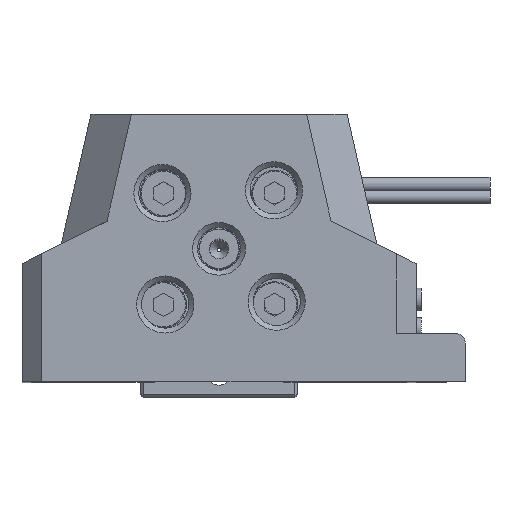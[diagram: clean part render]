
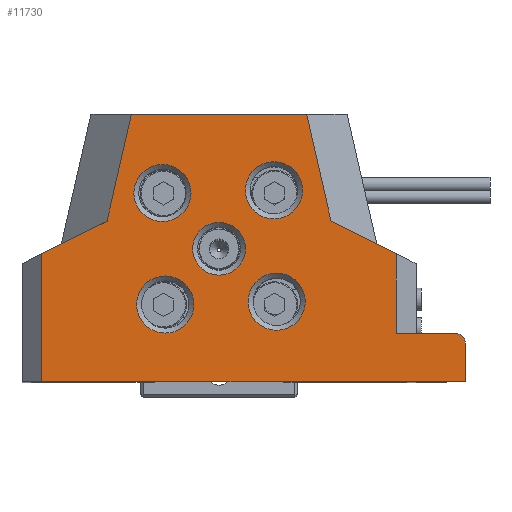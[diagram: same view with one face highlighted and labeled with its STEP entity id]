
A CAD part, top view. The second image highlights one B-rep face of the part: STEP entity #11730.
In plain terms, the highlighted face is planar.
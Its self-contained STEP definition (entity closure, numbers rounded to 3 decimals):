
#700=FACE_BOUND('',#2522,.T.);
#701=FACE_BOUND('',#2523,.T.);
#702=FACE_BOUND('',#2524,.T.);
#703=FACE_BOUND('',#2525,.T.);
#704=FACE_BOUND('',#2526,.T.);
#1215=CIRCLE('',#12717,1.);
#1216=CIRCLE('',#12718,2.675);
#1217=CIRCLE('',#12719,2.9);
#1218=CIRCLE('',#12720,2.9);
#1219=CIRCLE('',#12721,2.9);
#1220=CIRCLE('',#12722,2.9);
#1810=FACE_OUTER_BOUND('',#2521,.T.);
#2521=EDGE_LOOP('',(#8379,#8380,#8381,#8382,#8383,#8384,#8385,#8386,#8387,
#8388,#8389));
#2522=EDGE_LOOP('',(#8390));
#2523=EDGE_LOOP('',(#8391));
#2524=EDGE_LOOP('',(#8392));
#2525=EDGE_LOOP('',(#8393));
#2526=EDGE_LOOP('',(#8394));
#3312=LINE('',#19048,#4097);
#3330=LINE('',#19094,#4115);
#3338=LINE('',#19118,#4123);
#3359=LINE('',#19379,#4144);
#3366=LINE('',#19393,#4151);
#3375=LINE('',#19412,#4160);
#3384=LINE('',#19686,#4169);
#3385=LINE('',#19687,#4170);
#3386=LINE('',#19689,#4171);
#3387=LINE('',#19690,#4172);
#4097=VECTOR('',#14268,1000.);
#4115=VECTOR('',#14310,1000.);
#4123=VECTOR('',#14328,1000.);
#4144=VECTOR('',#14403,1000.);
#4151=VECTOR('',#14412,1000.);
#4160=VECTOR('',#14429,1000.);
#4169=VECTOR('',#14452,1000.);
#4170=VECTOR('',#14453,1000.);
#4171=VECTOR('',#14456,1000.);
#4172=VECTOR('',#14457,1000.);
#4942=VERTEX_POINT('',#19045);
#4943=VERTEX_POINT('',#19047);
#4958=VERTEX_POINT('',#19091);
#4959=VERTEX_POINT('',#19093);
#4969=VERTEX_POINT('',#19115);
#4970=VERTEX_POINT('',#19117);
#4982=VERTEX_POINT('',#19370);
#4986=VERTEX_POINT('',#19377);
#4992=VERTEX_POINT('',#19391);
#4997=VERTEX_POINT('',#19409);
#4998=VERTEX_POINT('',#19411);
#5001=VERTEX_POINT('',#19691);
#5002=VERTEX_POINT('',#19693);
#5003=VERTEX_POINT('',#19695);
#5004=VERTEX_POINT('',#19697);
#5005=VERTEX_POINT('',#19699);
#6197=EDGE_CURVE('',#4943,#4942,#3312,.T.);
#6220=EDGE_CURVE('',#4958,#4959,#3330,.T.);
#6232=EDGE_CURVE('',#4969,#4970,#3338,.T.);
#6270=EDGE_CURVE('',#4982,#4986,#3359,.T.);
#6277=EDGE_CURVE('',#4992,#4942,#3366,.T.);
#6287=EDGE_CURVE('',#4997,#4998,#3375,.T.);
#6298=EDGE_CURVE('',#4997,#4959,#3384,.T.);
#6299=EDGE_CURVE('',#4958,#4943,#3385,.T.);
#6300=EDGE_CURVE('',#4992,#4982,#1215,.F.);
#6301=EDGE_CURVE('',#4986,#4970,#3386,.T.);
#6302=EDGE_CURVE('',#4969,#4998,#3387,.T.);
#6303=EDGE_CURVE('',#5001,#5001,#1216,.T.);
#6304=EDGE_CURVE('',#5002,#5002,#1217,.T.);
#6305=EDGE_CURVE('',#5003,#5003,#1218,.T.);
#6306=EDGE_CURVE('',#5004,#5004,#1219,.T.);
#6307=EDGE_CURVE('',#5005,#5005,#1220,.T.);
#8379=ORIENTED_EDGE('',*,*,#6287,.F.);
#8380=ORIENTED_EDGE('',*,*,#6298,.T.);
#8381=ORIENTED_EDGE('',*,*,#6220,.F.);
#8382=ORIENTED_EDGE('',*,*,#6299,.T.);
#8383=ORIENTED_EDGE('',*,*,#6197,.T.);
#8384=ORIENTED_EDGE('',*,*,#6277,.F.);
#8385=ORIENTED_EDGE('',*,*,#6300,.T.);
#8386=ORIENTED_EDGE('',*,*,#6270,.T.);
#8387=ORIENTED_EDGE('',*,*,#6301,.T.);
#8388=ORIENTED_EDGE('',*,*,#6232,.F.);
#8389=ORIENTED_EDGE('',*,*,#6302,.T.);
#8390=ORIENTED_EDGE('',*,*,#6303,.T.);
#8391=ORIENTED_EDGE('',*,*,#6304,.T.);
#8392=ORIENTED_EDGE('',*,*,#6305,.T.);
#8393=ORIENTED_EDGE('',*,*,#6306,.T.);
#8394=ORIENTED_EDGE('',*,*,#6307,.T.);
#11381=PLANE('',#12716);
#11730=ADVANCED_FACE('',(#1810,#700,#701,#702,#703,#704),#11381,.F.);
#12716=AXIS2_PLACEMENT_3D('',#19685,#14450,#14451);
#12717=AXIS2_PLACEMENT_3D('',#19688,#14454,#14455);
#12718=AXIS2_PLACEMENT_3D('',#19692,#14458,#14459);
#12719=AXIS2_PLACEMENT_3D('',#19694,#14460,#14461);
#12720=AXIS2_PLACEMENT_3D('',#19696,#14462,#14463);
#12721=AXIS2_PLACEMENT_3D('',#19698,#14464,#14465);
#12722=AXIS2_PLACEMENT_3D('',#19700,#14466,#14467);
#14268=DIRECTION('',(-1.,0.,0.));
#14310=DIRECTION('',(-0.894,0.447,0.));
#14328=DIRECTION('',(-0.894,-0.447,0.));
#14403=DIRECTION('',(1.,0.,0.));
#14412=DIRECTION('',(0.,-1.,0.));
#14429=DIRECTION('',(-1.,0.,0.));
#14450=DIRECTION('center_axis',(0.,0.,
1.));
#14451=DIRECTION('ref_axis',(-1.,0.,0.));
#14452=DIRECTION('',(0.222,-0.975,0.));
#14453=DIRECTION('',(0.,-1.,0.));
#14454=DIRECTION('center_axis',(0.,0.,
1.));
#14455=DIRECTION('ref_axis',(1.,0.,0.));
#14456=DIRECTION('',(0.,1.,0.));
#14457=DIRECTION('',(0.222,0.975,0.));
#14458=DIRECTION('center_axis',(0.,0.,
1.));
#14459=DIRECTION('ref_axis',(1.,0.,0.));
#14460=DIRECTION('center_axis',(0.,0.,
1.));
#14461=DIRECTION('ref_axis',(0.94,0.342,0.));
#14462=DIRECTION('center_axis',(0.,0.,
1.));
#14463=DIRECTION('ref_axis',(0.94,0.342,0.));
#14464=DIRECTION('center_axis',(0.,0.,
1.));
#14465=DIRECTION('ref_axis',(0.94,0.342,0.));
#14466=DIRECTION('center_axis',(0.,0.,
1.));
#14467=DIRECTION('ref_axis',(0.94,0.342,0.));
#19045=CARTESIAN_POINT('',(32.,-43.65,27.));
#19047=CARTESIAN_POINT('',(75.,-43.65,27.));
#19048=CARTESIAN_POINT('',(67.4,-43.65,27.));
#19091=CARTESIAN_POINT('',(75.,-30.65,27.));
#19093=CARTESIAN_POINT('',(68.369,-27.334,27.));
#19094=CARTESIAN_POINT('',(73.112,-29.706,27.));
#19115=CARTESIAN_POINT('',(45.631,-27.334,27.));
#19117=CARTESIAN_POINT('',(39.,-30.65,27.));
#19118=CARTESIAN_POINT('',(40.888,-29.706,27.));
#19370=CARTESIAN_POINT('',(33.,-38.75,27.));
#19377=CARTESIAN_POINT('',(39.,-38.75,27.));
#19379=CARTESIAN_POINT('',(32.,-38.75,27.));
#19391=CARTESIAN_POINT('',(32.,-39.75,27.));
#19393=CARTESIAN_POINT('',(32.,-37.65,27.));
#19409=CARTESIAN_POINT('',(65.897,-16.5,27.));
#19411=CARTESIAN_POINT('',(48.103,-16.5,27.));
#19412=CARTESIAN_POINT('',(57.,-16.5,27.));
#19685=CARTESIAN_POINT('Origin',(56.05,-30.025,27.));
#19686=CARTESIAN_POINT('',(68.343,-27.221,27.));
#19687=CARTESIAN_POINT('',(75.,-30.025,27.));
#19688=CARTESIAN_POINT('Origin',(33.,-39.75,27.));
#19689=CARTESIAN_POINT('',(39.,-30.025,27.));
#19690=CARTESIAN_POINT('',(45.563,-27.633,27.));
#19691=CARTESIAN_POINT('',(59.675,-30.15,27.));
#19692=CARTESIAN_POINT('Origin',(57.,-30.15,27.));
#19693=CARTESIAN_POINT('',(65.187,-34.812,27.));
#19694=CARTESIAN_POINT('Origin',(62.462,-35.804,27.));
#19695=CARTESIAN_POINT('',(53.877,-34.528,27.));
#19696=CARTESIAN_POINT('Origin',(51.152,-35.52,27.));
#19697=CARTESIAN_POINT('',(54.162,-23.217,27.));
#19698=CARTESIAN_POINT('Origin',(51.437,-24.209,27.));
#19699=CARTESIAN_POINT('',(65.471,-23.502,27.));
#19700=CARTESIAN_POINT('Origin',(62.746,-24.494,27.));
